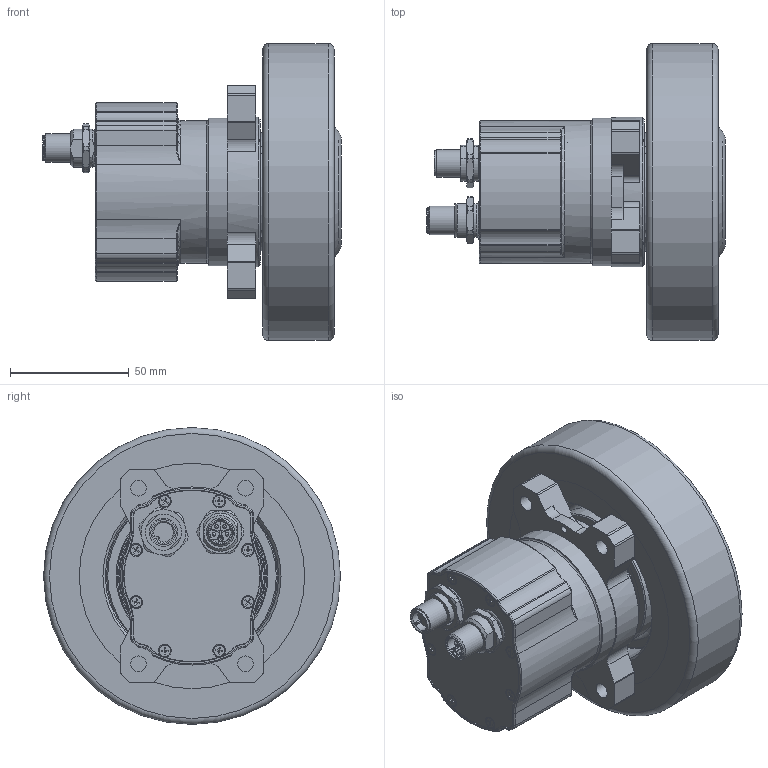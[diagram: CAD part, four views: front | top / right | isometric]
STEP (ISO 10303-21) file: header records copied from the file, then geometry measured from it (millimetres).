
FILE_DESCRIPTION(/* description */ (''),/* implementation_level */ '2;1');
FILE_NAME(/* name */ 'WD12530-42xx-50-Ex.stp',/* time_stamp */ '2023-10-27T09:57:18+02:00',/* author */ ('kaiming.cao'),/* organization */ (''),/* preprocessor_version */ 'ST-DEVELOPER v18.1',/* originating_system */ 'Autodesk Inventor 2021',/* authorisation */ '');
FILE_SCHEMA (('AUTOMOTIVE_DESIGN { 1 0 10303 214 3 1 1 }'));
Length unit declared in the file: millimetre
Products named in the file (1): D-00004524-140-updated-vereinfacht
Bounding box: 125.6 x 125 x 125 mm (x, y, z)
Volume: 606654.7 mm3; surface area: 77642 mm2
Topology: 1 solids, 1 shells, 730 faces, 1823 edges, 1152 vertices
Faces by surface type: plane 333, cylinder 248, cone 65, torus 60, bspline 24
Full cylindrical faces by diameter (mm): 1.5 x4, 1.55 x4, 1.6 x1, 2.201 x1, 2.459 x4, 3 x2, 3.4 x4, 4 x4, 4.7 x8, 5.5 x6, 6.5 x10, 6.647 x4, 7 x3, 8 x3, 9.2 x1, 10.6 x1, 10.7 x1, 11.85 x1, 12 x1, 13 x1, 43 x1, 52 x1, 58 x1, 59 x1, 60 x2, 62 x1, 63 x1, 72 x1, 73 x1, 75 x1
Entity records: 23003 total; most frequent: CARTESIAN_POINT 4582, DIRECTION 3883, ORIENTED_EDGE 3616, EDGE_CURVE 1808, AXIS2_PLACEMENT_3D 1520, VERTEX_POINT 1152, LINE 843, VECTOR 843
